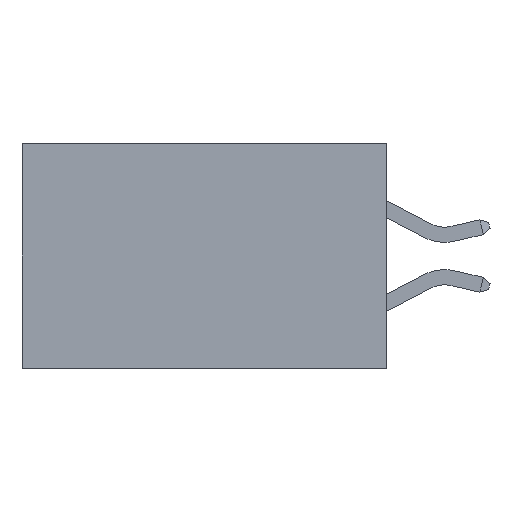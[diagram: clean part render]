
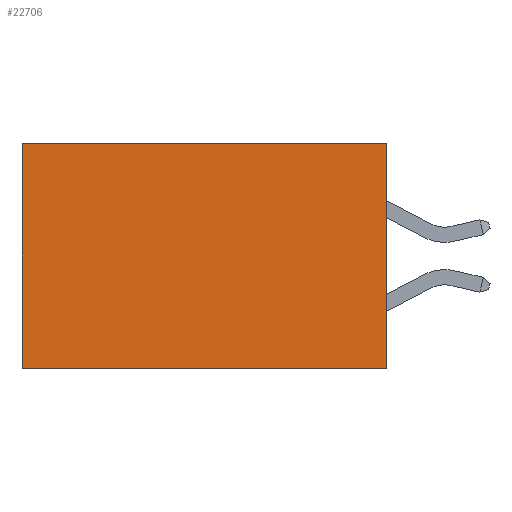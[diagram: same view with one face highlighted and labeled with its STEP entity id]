
A CAD part, left-side view. The second image highlights one B-rep face of the part: STEP entity #22706.
In plain terms, the highlighted planar face has unit normal (-1, 0, 0).
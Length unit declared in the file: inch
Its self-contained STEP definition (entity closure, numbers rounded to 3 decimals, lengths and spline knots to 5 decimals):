
#230 = LINE ( 'NONE', #24762, #28509 ) ;
#696 = LINE ( 'NONE', #14239, #4843 ) ;
#2100 = CARTESIAN_POINT ( 'NONE',  ( 0.298, 0.6, -0.37 ) ) ;
#3881 = CARTESIAN_POINT ( 'NONE',  ( 0.298, 0.6, 0. ) ) ;
#3996 = VECTOR ( 'NONE', #13640, 39.37008 ) ;
#4623 = DIRECTION ( 'NONE',  ( 0., 1., 0. ) ) ;
#4843 = VECTOR ( 'NONE', #4623, 39.37008 ) ;
#5609 = LINE ( 'NONE', #7987, #8656 ) ;
#6256 = FACE_OUTER_BOUND ( 'NONE', #11532, .T. ) ;
#6262 = EDGE_CURVE ( 'NONE', #29588, #9350, #10436, .T. ) ;
#6794 = CARTESIAN_POINT ( 'NONE',  ( 0.298, 0., 0. ) ) ;
#7067 = VERTEX_POINT ( 'NONE', #3881 ) ;
#7987 = CARTESIAN_POINT ( 'NONE',  ( 0.298, 0.6, 0. ) ) ;
#8509 = ORIENTED_EDGE ( 'NONE', *, *, #9751, .T. ) ;
#8656 = VECTOR ( 'NONE', #24882, 39.37008 ) ;
#9350 = VERTEX_POINT ( 'NONE', #15488 ) ;
#9751 = EDGE_CURVE ( 'NONE', #7067, #12171, #5609, .T. ) ;
#9889 = EDGE_CURVE ( 'NONE', #29588, #7067, #696, .T. ) ;
#10436 = LINE ( 'NONE', #18499, #3996 ) ;
#11532 = EDGE_LOOP ( 'NONE', ( #8509, #22566, #21396, #21791 ) ) ;
#12171 = VERTEX_POINT ( 'NONE', #2100 ) ;
#13640 = DIRECTION ( 'NONE',  ( 0., 0., -1. ) ) ;
#14239 = CARTESIAN_POINT ( 'NONE',  ( 0.298, 0., 0. ) ) ;
#15488 = CARTESIAN_POINT ( 'NONE',  ( 0.298, 0., -0.37 ) ) ;
#18371 = AXIS2_PLACEMENT_3D ( 'NONE', #22891, #30318, #23091 ) ;
#18499 = CARTESIAN_POINT ( 'NONE',  ( 0.298, 0., 0. ) ) ;
#21396 = ORIENTED_EDGE ( 'NONE', *, *, #6262, .F. ) ;
#21791 = ORIENTED_EDGE ( 'NONE', *, *, #9889, .T. ) ;
#22566 = ORIENTED_EDGE ( 'NONE', *, *, #29442, .F. ) ;
#22706 = ADVANCED_FACE ( 'NONE', ( #6256 ), #27795, .F. ) ;
#22891 = CARTESIAN_POINT ( 'NONE',  ( 0.298, 0., 0. ) ) ;
#23091 = DIRECTION ( 'NONE',  ( 0., 0., -1. ) ) ;
#24762 = CARTESIAN_POINT ( 'NONE',  ( 0.298, 0., -0.37 ) ) ;
#24882 = DIRECTION ( 'NONE',  ( 0., 0., -1. ) ) ;
#27795 = PLANE ( 'NONE',  #18371 ) ;
#28509 = VECTOR ( 'NONE', #30290, 39.37008 ) ;
#29442 = EDGE_CURVE ( 'NONE', #9350, #12171, #230, .T. ) ;
#29588 = VERTEX_POINT ( 'NONE', #6794 ) ;
#30290 = DIRECTION ( 'NONE',  ( 0., 1., 0. ) ) ;
#30318 = DIRECTION ( 'NONE',  ( 1., 0., 0. ) ) ;
